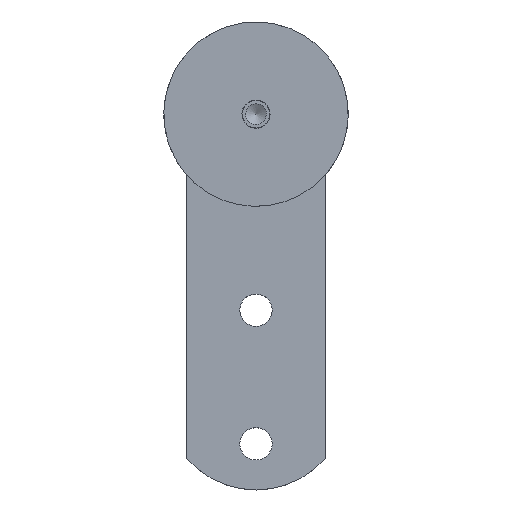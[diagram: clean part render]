
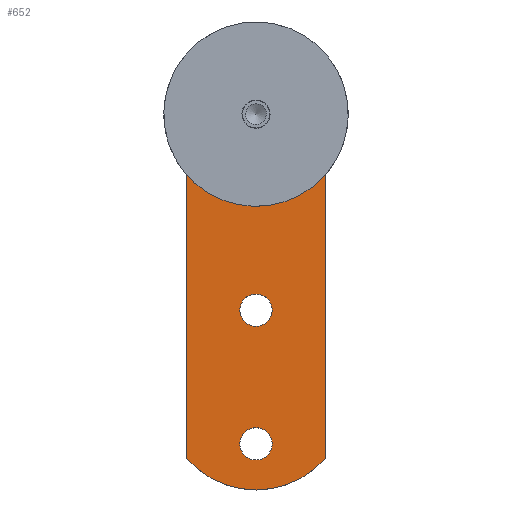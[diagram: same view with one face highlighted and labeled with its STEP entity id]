
A CAD part, top view. The second image highlights one B-rep face of the part: STEP entity #652.
In plain terms, the highlighted planar face has unit normal (0, 0, 1).
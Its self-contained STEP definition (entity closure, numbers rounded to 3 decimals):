
#34=FACE_BOUND('',#137,.T.);
#35=FACE_BOUND('',#138,.T.);
#36=FACE_BOUND('',#139,.T.);
#54=PLANE('',#750);
#86=FACE_OUTER_BOUND('',#136,.T.);
#136=EDGE_LOOP('',(#511,#512,#513,#514));
#137=EDGE_LOOP('',(#515));
#138=EDGE_LOOP('',(#516));
#139=EDGE_LOOP('',(#517));
#171=LINE('',#1102,#197);
#175=LINE('',#1111,#201);
#197=VECTOR('',#902,10.);
#201=VECTOR('',#908,10.);
#235=CIRCLE('',#733,3.5);
#237=CIRCLE('',#736,3.5);
#239=CIRCLE('',#739,8.75);
#241=CIRCLE('',#744,20.);
#243=CIRCLE('',#747,17.);
#293=VERTEX_POINT('',#1082);
#295=VERTEX_POINT('',#1088);
#297=VERTEX_POINT('',#1094);
#299=VERTEX_POINT('',#1100);
#300=VERTEX_POINT('',#1101);
#303=VERTEX_POINT('',#1109);
#304=VERTEX_POINT('',#1110);
#361=EDGE_CURVE('',#293,#293,#235,.T.);
#364=EDGE_CURVE('',#295,#295,#237,.T.);
#367=EDGE_CURVE('',#297,#297,#239,.T.);
#370=EDGE_CURVE('',#299,#300,#171,.T.);
#374=EDGE_CURVE('',#303,#304,#175,.T.);
#378=EDGE_CURVE('',#304,#299,#241,.T.);
#380=EDGE_CURVE('',#300,#303,#243,.T.);
#511=ORIENTED_EDGE('',*,*,#380,.F.);
#512=ORIENTED_EDGE('',*,*,#370,.F.);
#513=ORIENTED_EDGE('',*,*,#378,.F.);
#514=ORIENTED_EDGE('',*,*,#374,.F.);
#515=ORIENTED_EDGE('',*,*,#361,.T.);
#516=ORIENTED_EDGE('',*,*,#364,.T.);
#517=ORIENTED_EDGE('',*,*,#367,.T.);
#652=ADVANCED_FACE('',(#86,#34,#35,#36),#54,.T.);
#733=AXIS2_PLACEMENT_3D('',#1083,#881,#882);
#736=AXIS2_PLACEMENT_3D('',#1089,#888,#889);
#739=AXIS2_PLACEMENT_3D('',#1095,#895,#896);
#744=AXIS2_PLACEMENT_3D('',#1118,#914,#915);
#747=AXIS2_PLACEMENT_3D('',#1121,#920,#921);
#750=AXIS2_PLACEMENT_3D('',#1124,#926,#927);
#881=DIRECTION('center_axis',(0.,0.,
-1.));
#882=DIRECTION('ref_axis',(-1.,0.,0.));
#888=DIRECTION('center_axis',(0.,0.,
-1.));
#889=DIRECTION('ref_axis',(-1.,0.,0.));
#895=DIRECTION('center_axis',(0.,0.,
-1.));
#896=DIRECTION('ref_axis',(-1.,0.,0.));
#902=DIRECTION('',(0.,1.,0.));
#908=DIRECTION('',(0.,-1.,0.));
#914=DIRECTION('center_axis',(0.,0.,
-1.));
#915=DIRECTION('ref_axis',(-0.75,-0.661,0.));
#920=DIRECTION('center_axis',(0.,0.,
-1.));
#921=DIRECTION('ref_axis',(0.882,0.471,0.));
#926=DIRECTION('center_axis',(0.,0.,
1.));
#927=DIRECTION('ref_axis',(1.,0.,0.));
#1082=CARTESIAN_POINT('',(3.454,-37.961,3.022));
#1083=CARTESIAN_POINT('Origin',(-0.046,-37.961,3.022));
#1088=CARTESIAN_POINT('',(3.454,-8.961,3.022));
#1089=CARTESIAN_POINT('Origin',(-0.046,-8.961,3.022));
#1094=CARTESIAN_POINT('',(8.704,33.539,3.022));
#1095=CARTESIAN_POINT('Origin',(-0.046,33.539,3.022));
#1100=CARTESIAN_POINT('',(-15.046,-41.19,3.022));
#1101=CARTESIAN_POINT('',(-15.046,38.039,3.022));
#1102=CARTESIAN_POINT('',(-15.046,38.039,3.022));
#1109=CARTESIAN_POINT('',(14.954,38.039,3.022));
#1110=CARTESIAN_POINT('',(14.954,-41.19,3.022));
#1111=CARTESIAN_POINT('',(14.954,-41.19,3.022));
#1118=CARTESIAN_POINT('Origin',(-0.046,-27.961,3.022));
#1121=CARTESIAN_POINT('Origin',(-0.046,30.039,3.022));
#1124=CARTESIAN_POINT('Origin',(-0.046,40.954,3.022));
